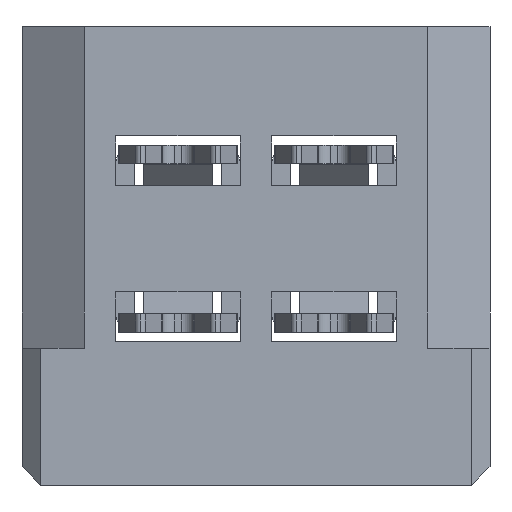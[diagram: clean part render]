
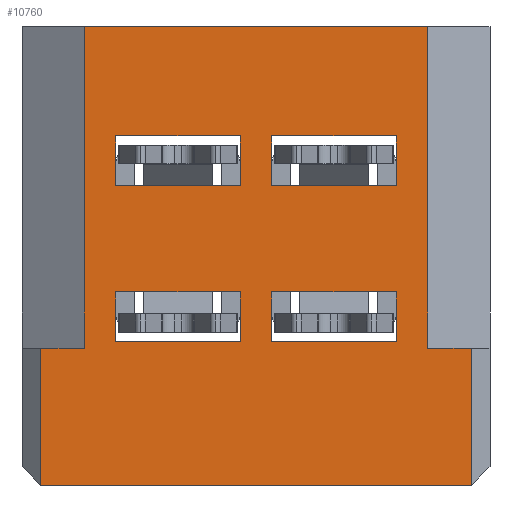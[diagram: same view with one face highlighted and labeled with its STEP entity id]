
A CAD part, front view. The second image highlights one B-rep face of the part: STEP entity #10760.
In plain terms, the highlighted face is planar.
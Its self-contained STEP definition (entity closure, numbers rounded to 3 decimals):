
#765=ORIENTED_EDGE('',*,*,#3089,.T.);
#766=ORIENTED_EDGE('',*,*,#3029,.T.);
#767=ORIENTED_EDGE('',*,*,#3090,.F.);
#768=ORIENTED_EDGE('',*,*,#3091,.T.);
#769=ORIENTED_EDGE('',*,*,#3092,.T.);
#770=ORIENTED_EDGE('',*,*,#3093,.F.);
#771=ORIENTED_EDGE('',*,*,#3094,.T.);
#772=ORIENTED_EDGE('',*,*,#3022,.T.);
#773=ORIENTED_EDGE('',*,*,#3095,.F.);
#774=ORIENTED_EDGE('',*,*,#3096,.F.);
#775=ORIENTED_EDGE('',*,*,#3097,.F.);
#776=ORIENTED_EDGE('',*,*,#3098,.F.);
#777=ORIENTED_EDGE('',*,*,#3099,.F.);
#778=ORIENTED_EDGE('',*,*,#3100,.F.);
#779=ORIENTED_EDGE('',*,*,#3101,.F.);
#780=ORIENTED_EDGE('',*,*,#3102,.F.);
#781=ORIENTED_EDGE('',*,*,#3103,.F.);
#782=ORIENTED_EDGE('',*,*,#3104,.T.);
#783=ORIENTED_EDGE('',*,*,#3105,.F.);
#784=ORIENTED_EDGE('',*,*,#3106,.F.);
#785=ORIENTED_EDGE('',*,*,#3107,.F.);
#786=ORIENTED_EDGE('',*,*,#3108,.F.);
#787=ORIENTED_EDGE('',*,*,#3109,.F.);
#788=ORIENTED_EDGE('',*,*,#3110,.T.);
#3022=EDGE_CURVE('',#4189,#4191,#4988,.T.);
#3029=EDGE_CURVE('',#4194,#4197,#4995,.T.);
#3089=EDGE_CURVE('',#4191,#4194,#5052,.T.);
#3090=EDGE_CURVE('',#4240,#4197,#5053,.T.);
#3091=EDGE_CURVE('',#4240,#4241,#5054,.T.);
#3092=EDGE_CURVE('',#4241,#4242,#5055,.T.);
#3093=EDGE_CURVE('',#4243,#4242,#5056,.T.);
#3094=EDGE_CURVE('',#4243,#4189,#5057,.T.);
#3095=EDGE_CURVE('',#4244,#4245,#5058,.T.);
#3096=EDGE_CURVE('',#4246,#4244,#5059,.T.);
#3097=EDGE_CURVE('',#4247,#4246,#5060,.T.);
#3098=EDGE_CURVE('',#4245,#4247,#5061,.T.);
#3099=EDGE_CURVE('',#4248,#4249,#5062,.T.);
#3100=EDGE_CURVE('',#4250,#4248,#5063,.T.);
#3101=EDGE_CURVE('',#4251,#4250,#5064,.T.);
#3102=EDGE_CURVE('',#4249,#4251,#5065,.T.);
#3103=EDGE_CURVE('',#4252,#4253,#5066,.T.);
#3104=EDGE_CURVE('',#4252,#4254,#5067,.T.);
#3105=EDGE_CURVE('',#4255,#4254,#5068,.T.);
#3106=EDGE_CURVE('',#4253,#4255,#5069,.T.);
#3107=EDGE_CURVE('',#4256,#4257,#5070,.T.);
#3108=EDGE_CURVE('',#4258,#4256,#5071,.T.);
#3109=EDGE_CURVE('',#4259,#4258,#5072,.T.);
#3110=EDGE_CURVE('',#4259,#4257,#5073,.T.);
#4189=VERTEX_POINT('',#14515);
#4191=VERTEX_POINT('',#14519);
#4194=VERTEX_POINT('',#14529);
#4197=VERTEX_POINT('',#14534);
#4240=VERTEX_POINT('',#14649);
#4241=VERTEX_POINT('',#14651);
#4242=VERTEX_POINT('',#14653);
#4243=VERTEX_POINT('',#14655);
#4244=VERTEX_POINT('',#14658);
#4245=VERTEX_POINT('',#14659);
#4246=VERTEX_POINT('',#14661);
#4247=VERTEX_POINT('',#14663);
#4248=VERTEX_POINT('',#14666);
#4249=VERTEX_POINT('',#14667);
#4250=VERTEX_POINT('',#14669);
#4251=VERTEX_POINT('',#14671);
#4252=VERTEX_POINT('',#14674);
#4253=VERTEX_POINT('',#14675);
#4254=VERTEX_POINT('',#14677);
#4255=VERTEX_POINT('',#14679);
#4256=VERTEX_POINT('',#14682);
#4257=VERTEX_POINT('',#14683);
#4258=VERTEX_POINT('',#14685);
#4259=VERTEX_POINT('',#14687);
#4988=LINE('',#14520,#5918);
#4995=LINE('',#14535,#5925);
#5052=LINE('',#14647,#5982);
#5053=LINE('',#14648,#5983);
#5054=LINE('',#14650,#5984);
#5055=LINE('',#14652,#5985);
#5056=LINE('',#14654,#5986);
#5057=LINE('',#14656,#5987);
#5058=LINE('',#14657,#5988);
#5059=LINE('',#14660,#5989);
#5060=LINE('',#14662,#5990);
#5061=LINE('',#14664,#5991);
#5062=LINE('',#14665,#5992);
#5063=LINE('',#14668,#5993);
#5064=LINE('',#14670,#5994);
#5065=LINE('',#14672,#5995);
#5066=LINE('',#14673,#5996);
#5067=LINE('',#14676,#5997);
#5068=LINE('',#14678,#5998);
#5069=LINE('',#14680,#5999);
#5070=LINE('',#14681,#6000);
#5071=LINE('',#14684,#6001);
#5072=LINE('',#14686,#6002);
#5073=LINE('',#14688,#6003);
#5918=VECTOR('',#12122,1000.);
#5925=VECTOR('',#12133,1000.);
#5982=VECTOR('',#12216,1000.);
#5983=VECTOR('',#12217,1000.);
#5984=VECTOR('',#12218,1000.);
#5985=VECTOR('',#12219,1000.);
#5986=VECTOR('',#12220,1000.);
#5987=VECTOR('',#12221,1000.);
#5988=VECTOR('',#12222,1000.);
#5989=VECTOR('',#12223,1000.);
#5990=VECTOR('',#12224,1000.);
#5991=VECTOR('',#12225,1000.);
#5992=VECTOR('',#12226,1000.);
#5993=VECTOR('',#12227,1000.);
#5994=VECTOR('',#12228,1000.);
#5995=VECTOR('',#12229,1000.);
#5996=VECTOR('',#12230,1000.);
#5997=VECTOR('',#12231,1000.);
#5998=VECTOR('',#12232,1000.);
#5999=VECTOR('',#12233,1000.);
#6000=VECTOR('',#12234,1000.);
#6001=VECTOR('',#12235,1000.);
#6002=VECTOR('',#12236,1000.);
#6003=VECTOR('',#12237,1000.);
#6731=EDGE_LOOP('',(#765,#766,#767,#768,#769,#770,#771,#772));
#6732=EDGE_LOOP('',(#773,#774,#775,#776));
#6733=EDGE_LOOP('',(#777,#778,#779,#780));
#6734=EDGE_LOOP('',(#781,#782,#783,#784));
#6735=EDGE_LOOP('',(#785,#786,#787,#788));
#7171=FACE_BOUND('',#6731,.T.);
#7172=FACE_BOUND('',#6732,.T.);
#7173=FACE_BOUND('',#6733,.T.);
#7174=FACE_BOUND('',#6734,.T.);
#7175=FACE_BOUND('',#6735,.T.);
#7600=PLANE('',#11205);
#10760=ADVANCED_FACE('',(#7171,#7172,#7173,#7174,#7175),#7600,.T.);
#11205=AXIS2_PLACEMENT_3D('',#14646,#12214,#12215);
#12122=DIRECTION('',(0.,0.,-1.));
#12133=DIRECTION('',(0.,0.,1.));
#12214=DIRECTION('',(0.,1.,0.));
#12215=DIRECTION('',(0.,0.,1.));
#12216=DIRECTION('',(-1.,0.,0.));
#12217=DIRECTION('',(-1.,0.,0.));
#12218=DIRECTION('',(0.,0.,1.));
#12219=DIRECTION('',(1.,0.,0.));
#12220=DIRECTION('',(0.,0.,1.));
#12221=DIRECTION('',(1.,0.,0.));
#12222=DIRECTION('',(1.,0.,0.));
#12223=DIRECTION('',(0.,0.,1.));
#12224=DIRECTION('',(-1.,0.,0.));
#12225=DIRECTION('',(0.,0.,-1.));
#12226=DIRECTION('',(0.,0.,1.));
#12227=DIRECTION('',(-1.,0.,0.));
#12228=DIRECTION('',(0.,0.,-1.));
#12229=DIRECTION('',(1.,0.,0.));
#12230=DIRECTION('',(1.,0.,0.));
#12231=DIRECTION('',(0.,0.,-1.));
#12232=DIRECTION('',(-1.,0.,0.));
#12233=DIRECTION('',(0.,0.,-1.));
#12234=DIRECTION('',(-1.,0.,0.));
#12235=DIRECTION('',(0.,0.,-1.));
#12236=DIRECTION('',(1.,0.,0.));
#12237=DIRECTION('',(0.,0.,-1.));
#14515=CARTESIAN_POINT('',(3.45,11.,-1.475));
#14519=CARTESIAN_POINT('',(3.45,11.,-3.675));
#14520=CARTESIAN_POINT('',(3.45,11.,-3.675));
#14529=CARTESIAN_POINT('',(-3.45,11.,-3.675));
#14534=CARTESIAN_POINT('',(-3.45,11.,-1.475));
#14535=CARTESIAN_POINT('',(-3.45,11.,-1.475));
#14646=CARTESIAN_POINT('',(0.,11.,0.));
#14647=CARTESIAN_POINT('',(3.75,11.,-3.675));
#14648=CARTESIAN_POINT('',(-2.75,11.,-1.475));
#14649=CARTESIAN_POINT('',(-2.75,11.,-1.475));
#14650=CARTESIAN_POINT('',(-2.75,11.,-1.475));
#14651=CARTESIAN_POINT('',(-2.75,11.,3.675));
#14652=CARTESIAN_POINT('',(-3.75,11.,3.675));
#14653=CARTESIAN_POINT('',(2.75,11.,3.675));
#14654=CARTESIAN_POINT('',(2.75,11.,-1.475));
#14655=CARTESIAN_POINT('',(2.75,11.,-1.475));
#14656=CARTESIAN_POINT('',(2.75,11.,-1.475));
#14657=CARTESIAN_POINT('',(-2.25,11.,-0.575));
#14658=CARTESIAN_POINT('',(-2.25,11.,-0.575));
#14659=CARTESIAN_POINT('',(-0.25,11.,-0.575));
#14660=CARTESIAN_POINT('',(-2.25,11.,-1.375));
#14661=CARTESIAN_POINT('',(-2.25,11.,-1.375));
#14662=CARTESIAN_POINT('',(-0.25,11.,-1.375));
#14663=CARTESIAN_POINT('',(-0.25,11.,-1.375));
#14664=CARTESIAN_POINT('',(-0.25,11.,-0.575));
#14665=CARTESIAN_POINT('',(-2.25,11.,1.125));
#14666=CARTESIAN_POINT('',(-2.25,11.,1.125));
#14667=CARTESIAN_POINT('',(-2.25,11.,1.925));
#14668=CARTESIAN_POINT('',(-0.25,11.,1.125));
#14669=CARTESIAN_POINT('',(-0.25,11.,1.125));
#14670=CARTESIAN_POINT('',(-0.25,11.,1.925));
#14671=CARTESIAN_POINT('',(-0.25,11.,1.925));
#14672=CARTESIAN_POINT('',(-2.25,11.,1.925));
#14673=CARTESIAN_POINT('',(0.,11.,-0.575));
#14674=CARTESIAN_POINT('',(0.25,11.,-0.575));
#14675=CARTESIAN_POINT('',(2.25,11.,-0.575));
#14676=CARTESIAN_POINT('',(0.25,11.,0.));
#14677=CARTESIAN_POINT('',(0.25,11.,-1.375));
#14678=CARTESIAN_POINT('',(0.,11.,-1.375));
#14679=CARTESIAN_POINT('',(2.25,11.,-1.375));
#14680=CARTESIAN_POINT('',(2.25,11.,0.));
#14681=CARTESIAN_POINT('',(0.,11.,1.125));
#14682=CARTESIAN_POINT('',(2.25,11.,1.125));
#14683=CARTESIAN_POINT('',(0.25,11.,1.125));
#14684=CARTESIAN_POINT('',(2.25,11.,0.));
#14685=CARTESIAN_POINT('',(2.25,11.,1.925));
#14686=CARTESIAN_POINT('',(0.,11.,1.925));
#14687=CARTESIAN_POINT('',(0.25,11.,1.925));
#14688=CARTESIAN_POINT('',(0.25,11.,0.));
